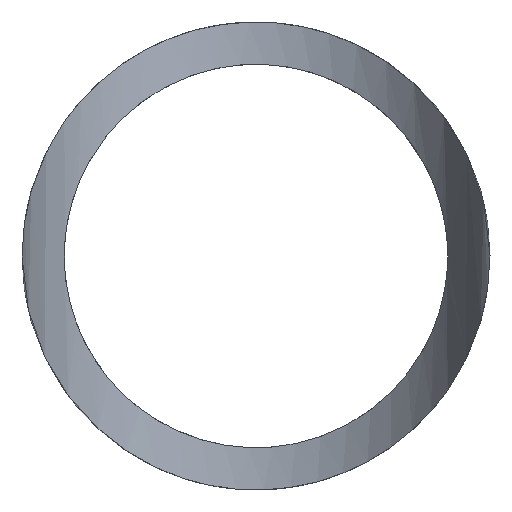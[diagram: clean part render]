
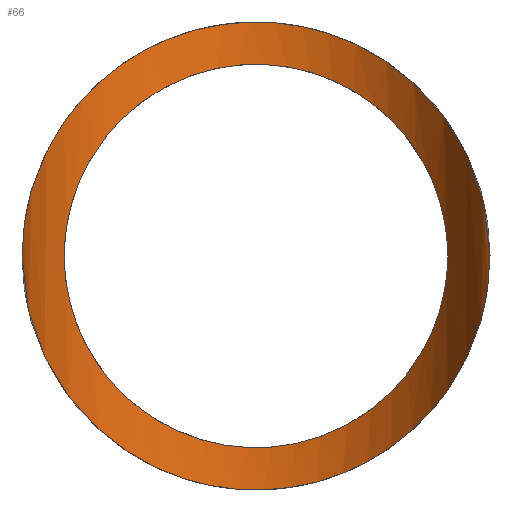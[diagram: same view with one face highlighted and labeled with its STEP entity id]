
A CAD part, front view. The second image highlights one B-rep face of the part: STEP entity #66.
In plain terms, the highlighted cylindrical face has radius 21.082 mm (diameter 42.164 mm), a partial arc.
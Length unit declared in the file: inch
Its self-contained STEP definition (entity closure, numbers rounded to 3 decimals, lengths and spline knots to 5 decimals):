
#15=B_SPLINE_CURVE_WITH_KNOTS('',3,(#115,#116,#117,#118,#119,#120,#121,
#122,#123,#124,#125,#126,#127,#128,#129,#130,#131,#132,#133,#134,#135,#136,
#137,#138,#139,#140,#141,#142,#143,#144,#145,#146,#147,#148,#149,#150,#151,
#152,#153,#154,#155,#156,#157,#158,#159,#160,#161,#162,#163,#164,#165,#166,
#167,#168,#169,#170,#171,#172,#173,#174,#175,#176,#177,#178,#179,#180),
 .UNSPECIFIED.,.T.,.F.,(4,2,2,2,2,2,2,2,2,2,2,2,2,2,2,2,2,2,2,2,2,2,2,2,
2,2,2,2,2,2,2,2,4),(0.,0.35722,0.71443,1.07165,
1.42887,1.77313,2.11739,2.46165,2.80591,
3.15018,3.49444,3.8387,4.18296,4.54018,
4.89739,5.25461,5.61183,5.96905,6.32626,
6.68348,7.0407,7.38496,7.72922,8.07348,
8.41774,8.76201,9.10627,9.45053,9.79479,
10.15201,10.50922,10.86644,11.22366),
 .UNSPECIFIED.);
#18=FACE_BOUND('',#28,.T.);
#22=FACE_OUTER_BOUND('',#27,.T.);
#27=EDGE_LOOP('',(#53,#54));
#28=EDGE_LOOP('',(#55));
#33=ELLIPSE('',#78,1.1738,0.83);
#34=ELLIPSE('',#79,1.1738,0.83);
#37=VERTEX_POINT('',#105);
#38=VERTEX_POINT('',#106);
#41=VERTEX_POINT('',#114);
#43=EDGE_CURVE('',#37,#38,#33,.T.);
#44=EDGE_CURVE('',#38,#37,#34,.T.);
#47=EDGE_CURVE('',#41,#41,#15,.T.);
#53=ORIENTED_EDGE('',*,*,#43,.T.);
#54=ORIENTED_EDGE('',*,*,#44,.T.);
#55=ORIENTED_EDGE('',*,*,#47,.T.);
#62=CYLINDRICAL_SURFACE('',#82,0.83);
#66=ADVANCED_FACE('',(#22,#18),#62,.F.);
#78=AXIS2_PLACEMENT_3D('',#107,#89,#90);
#79=AXIS2_PLACEMENT_3D('',#108,#91,#92);
#82=AXIS2_PLACEMENT_3D('',#113,#97,#98);
#89=DIRECTION('center_axis',(0.,-0.707,-0.707));
#90=DIRECTION('ref_axis',(0.,0.707,-0.707));
#91=DIRECTION('center_axis',(0.,-0.707,0.707));
#92=DIRECTION('ref_axis',(0.,0.707,0.707));
#97=DIRECTION('center_axis',(0.,0.,1.));
#98=DIRECTION('ref_axis',(1.,0.,0.));
#105=CARTESIAN_POINT('',(-0.83,0.,0.));
#106=CARTESIAN_POINT('',(0.83,0.,0.));
#107=CARTESIAN_POINT('Origin',(0.,0.,0.));
#108=CARTESIAN_POINT('Origin',(0.,0.,0.));
#113=CARTESIAN_POINT('Origin',(0.,0.,-9.3795));
#114=CARTESIAN_POINT('',(-0.68,0.47592,0.));
#115=CARTESIAN_POINT('Ctrl Pts',(-0.68,0.47592,0.));
#116=CARTESIAN_POINT('Ctrl Pts',(-0.68,0.47592,0.04688));
#117=CARTESIAN_POINT('Ctrl Pts',(-0.67514,0.48304,0.09307));
#118=CARTESIAN_POINT('Ctrl Pts',(-0.65669,0.50784,0.1823));
#119=CARTESIAN_POINT('Ctrl Pts',(-0.6431,0.52538,0.22539));
#120=CARTESIAN_POINT('Ctrl Pts',(-0.60826,0.56535,0.30724));
#121=CARTESIAN_POINT('Ctrl Pts',(-0.58698,0.58776,0.34605));
#122=CARTESIAN_POINT('Ctrl Pts',(-0.53808,0.63283,0.41804));
#123=CARTESIAN_POINT('Ctrl Pts',(-0.51045,0.65548,0.45121));
#124=CARTESIAN_POINT('Ctrl Pts',(-0.45229,0.69682,0.50938));
#125=CARTESIAN_POINT('Ctrl Pts',(-0.41978,0.71717,0.53673));
#126=CARTESIAN_POINT('Ctrl Pts',(-0.34797,0.75462,0.58584));
#127=CARTESIAN_POINT('Ctrl Pts',(-0.30867,0.77172,0.6076));
#128=CARTESIAN_POINT('Ctrl Pts',(-0.22537,0.80003,0.64316));
#129=CARTESIAN_POINT('Ctrl Pts',(-0.18127,0.81125,0.657));
#130=CARTESIAN_POINT('Ctrl Pts',(-0.09118,0.82624,
0.67543));
#131=CARTESIAN_POINT('Ctrl Pts',(-0.04518,0.83,0.68));
#132=CARTESIAN_POINT('Ctrl Pts',(0.04518,0.83,0.68));
#133=CARTESIAN_POINT('Ctrl Pts',(0.09118,0.82624,0.67543));
#134=CARTESIAN_POINT('Ctrl Pts',(0.18127,0.81125,0.657));
#135=CARTESIAN_POINT('Ctrl Pts',(0.22537,0.80003,0.64316));
#136=CARTESIAN_POINT('Ctrl Pts',(0.30867,0.77172,0.6076));
#137=CARTESIAN_POINT('Ctrl Pts',(0.34797,0.75462,0.58584));
#138=CARTESIAN_POINT('Ctrl Pts',(0.41978,0.71717,0.53673));
#139=CARTESIAN_POINT('Ctrl Pts',(0.45229,0.69682,0.50938));
#140=CARTESIAN_POINT('Ctrl Pts',(0.51045,0.65548,0.45121));
#141=CARTESIAN_POINT('Ctrl Pts',(0.53808,0.63283,0.41804));
#142=CARTESIAN_POINT('Ctrl Pts',(0.58698,0.58776,0.34605));
#143=CARTESIAN_POINT('Ctrl Pts',(0.60826,0.56535,0.30724));
#144=CARTESIAN_POINT('Ctrl Pts',(0.6431,0.52538,0.22539));
#145=CARTESIAN_POINT('Ctrl Pts',(0.65669,0.50784,0.1823));
#146=CARTESIAN_POINT('Ctrl Pts',(0.67514,0.48304,0.09307));
#147=CARTESIAN_POINT('Ctrl Pts',(0.68,0.47592,0.04688));
#148=CARTESIAN_POINT('Ctrl Pts',(0.68,0.47592,-0.04688));
#149=CARTESIAN_POINT('Ctrl Pts',(0.67514,0.48304,-0.09307));
#150=CARTESIAN_POINT('Ctrl Pts',(0.65669,0.50784,-0.1823));
#151=CARTESIAN_POINT('Ctrl Pts',(0.6431,0.52538,-0.22539));
#152=CARTESIAN_POINT('Ctrl Pts',(0.60826,0.56535,-0.30724));
#153=CARTESIAN_POINT('Ctrl Pts',(0.58698,0.58776,-0.34605));
#154=CARTESIAN_POINT('Ctrl Pts',(0.53808,0.63283,-0.41804));
#155=CARTESIAN_POINT('Ctrl Pts',(0.51045,0.65548,-0.45121));
#156=CARTESIAN_POINT('Ctrl Pts',(0.45229,0.69682,-0.50938));
#157=CARTESIAN_POINT('Ctrl Pts',(0.41978,0.71717,-0.53673));
#158=CARTESIAN_POINT('Ctrl Pts',(0.34797,0.75462,-0.58584));
#159=CARTESIAN_POINT('Ctrl Pts',(0.30867,0.77172,-0.6076));
#160=CARTESIAN_POINT('Ctrl Pts',(0.22537,0.80003,-0.64316));
#161=CARTESIAN_POINT('Ctrl Pts',(0.18127,0.81125,-0.657));
#162=CARTESIAN_POINT('Ctrl Pts',(0.09118,0.82624,-0.67543));
#163=CARTESIAN_POINT('Ctrl Pts',(0.04518,0.83,-0.68));
#164=CARTESIAN_POINT('Ctrl Pts',(-0.04518,0.83,-0.68));
#165=CARTESIAN_POINT('Ctrl Pts',(-0.09118,0.82624,
-0.67543));
#166=CARTESIAN_POINT('Ctrl Pts',(-0.18127,0.81125,-0.657));
#167=CARTESIAN_POINT('Ctrl Pts',(-0.22537,0.80003,-0.64316));
#168=CARTESIAN_POINT('Ctrl Pts',(-0.30867,0.77172,-0.6076));
#169=CARTESIAN_POINT('Ctrl Pts',(-0.34797,0.75462,-0.58584));
#170=CARTESIAN_POINT('Ctrl Pts',(-0.41978,0.71717,-0.53673));
#171=CARTESIAN_POINT('Ctrl Pts',(-0.45229,0.69682,-0.50938));
#172=CARTESIAN_POINT('Ctrl Pts',(-0.51045,0.65548,-0.45121));
#173=CARTESIAN_POINT('Ctrl Pts',(-0.53808,0.63283,-0.41804));
#174=CARTESIAN_POINT('Ctrl Pts',(-0.58698,0.58776,-0.34605));
#175=CARTESIAN_POINT('Ctrl Pts',(-0.60826,0.56535,-0.30724));
#176=CARTESIAN_POINT('Ctrl Pts',(-0.6431,0.52538,-0.22539));
#177=CARTESIAN_POINT('Ctrl Pts',(-0.65669,0.50784,-0.1823));
#178=CARTESIAN_POINT('Ctrl Pts',(-0.67514,0.48304,-0.09307));
#179=CARTESIAN_POINT('Ctrl Pts',(-0.68,0.47592,-0.04688));
#180=CARTESIAN_POINT('Ctrl Pts',(-0.68,0.47592,0.));
